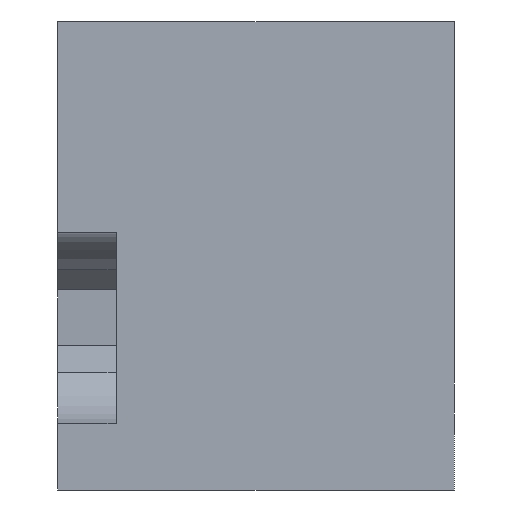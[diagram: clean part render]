
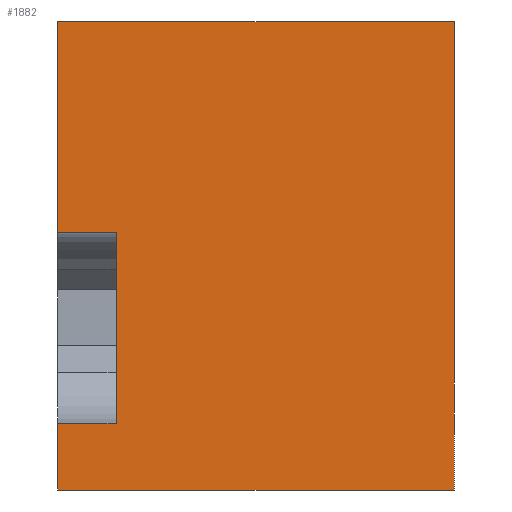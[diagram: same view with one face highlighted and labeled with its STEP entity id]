
A CAD part, front view. The second image highlights one B-rep face of the part: STEP entity #1882.
In plain terms, the highlighted planar face has unit normal (0, -1, 0).
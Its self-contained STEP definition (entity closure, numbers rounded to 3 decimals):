
#32 = PLANE('',#33);
#33 = AXIS2_PLACEMENT_3D('',#34,#35,#36);
#34 = CARTESIAN_POINT('',(0.,0.,0.));
#35 = DIRECTION('',(1.,0.,-0.));
#36 = DIRECTION('',(0.,0.,1.));
#168 = EDGE_CURVE('',#169,#171,#173,.T.);
#169 = VERTEX_POINT('',#170);
#170 = CARTESIAN_POINT('',(0.,0.,0.));
#171 = VERTEX_POINT('',#172);
#172 = CARTESIAN_POINT('',(0.,0.,5.486));
#173 = SURFACE_CURVE('',#174,(#178,#185),.PCURVE_S1.);
#174 = LINE('',#175,#176);
#175 = CARTESIAN_POINT('',(0.,0.,0.));
#176 = VECTOR('',#177,1.);
#177 = DIRECTION('',(0.,0.,1.));
#178 = PCURVE('',#32,#179);
#179 = DEFINITIONAL_REPRESENTATION('',(#180),#184);
#180 = LINE('',#181,#182);
#181 = CARTESIAN_POINT('',(0.,0.));
#182 = VECTOR('',#183,1.);
#183 = DIRECTION('',(1.,0.));
#184 = ( GEOMETRIC_REPRESENTATION_CONTEXT(2) 
PARAMETRIC_REPRESENTATION_CONTEXT() REPRESENTATION_CONTEXT('2D SPACE',''
  ) );
#185 = PCURVE('',#186,#191);
#186 = PLANE('',#187);
#187 = AXIS2_PLACEMENT_3D('',#188,#189,#190);
#188 = CARTESIAN_POINT('',(0.,0.,0.));
#189 = DIRECTION('',(-0.,1.,0.));
#190 = DIRECTION('',(0.,0.,1.));
#191 = DEFINITIONAL_REPRESENTATION('',(#192),#196);
#192 = LINE('',#193,#194);
#193 = CARTESIAN_POINT('',(0.,0.));
#194 = VECTOR('',#195,1.);
#195 = DIRECTION('',(1.,0.));
#196 = ( GEOMETRIC_REPRESENTATION_CONTEXT(2) 
PARAMETRIC_REPRESENTATION_CONTEXT() REPRESENTATION_CONTEXT('2D SPACE',''
  ) );
#214 = PLANE('',#215);
#215 = AXIS2_PLACEMENT_3D('',#216,#217,#218);
#216 = CARTESIAN_POINT('',(0.,0.,0.));
#217 = DIRECTION('',(0.,0.,1.));
#218 = DIRECTION('',(1.,0.,-0.));
#255 = VERTEX_POINT('',#256);
#256 = CARTESIAN_POINT('',(0.,0.,38.781));
#270 = PLANE('',#271);
#271 = AXIS2_PLACEMENT_3D('',#272,#273,#274);
#272 = CARTESIAN_POINT('',(0.,0.,38.781));
#273 = DIRECTION('',(0.,0.,1.));
#274 = DIRECTION('',(1.,0.,-0.));
#282 = EDGE_CURVE('',#283,#255,#285,.T.);
#283 = VERTEX_POINT('',#284);
#284 = CARTESIAN_POINT('',(0.,0.,21.347));
#285 = SURFACE_CURVE('',#286,(#290,#297),.PCURVE_S1.);
#286 = LINE('',#287,#288);
#287 = CARTESIAN_POINT('',(0.,0.,0.));
#288 = VECTOR('',#289,1.);
#289 = DIRECTION('',(0.,0.,1.));
#290 = PCURVE('',#32,#291);
#291 = DEFINITIONAL_REPRESENTATION('',(#292),#296);
#292 = LINE('',#293,#294);
#293 = CARTESIAN_POINT('',(0.,0.));
#294 = VECTOR('',#295,1.);
#295 = DIRECTION('',(1.,0.));
#296 = ( GEOMETRIC_REPRESENTATION_CONTEXT(2) 
PARAMETRIC_REPRESENTATION_CONTEXT() REPRESENTATION_CONTEXT('2D SPACE',''
  ) );
#297 = PCURVE('',#186,#298);
#298 = DEFINITIONAL_REPRESENTATION('',(#299),#303);
#299 = LINE('',#300,#301);
#300 = CARTESIAN_POINT('',(0.,0.));
#301 = VECTOR('',#302,1.);
#302 = DIRECTION('',(1.,0.));
#303 = ( GEOMETRIC_REPRESENTATION_CONTEXT(2) 
PARAMETRIC_REPRESENTATION_CONTEXT() REPRESENTATION_CONTEXT('2D SPACE',''
  ) );
#321 = PLANE('',#322);
#322 = AXIS2_PLACEMENT_3D('',#323,#324,#325);
#323 = CARTESIAN_POINT('',(0.,0.,21.347));
#324 = DIRECTION('',(0.,-0.,1.));
#325 = DIRECTION('',(0.,1.,0.));
#833 = PLANE('',#834);
#834 = AXIS2_PLACEMENT_3D('',#835,#836,#837);
#835 = CARTESIAN_POINT('',(0.,21.673,5.486));
#836 = DIRECTION('',(0.,-0.,-1.));
#837 = DIRECTION('',(0.,-1.,0.));
#1683 = PLANE('',#1684);
#1684 = AXIS2_PLACEMENT_3D('',#1685,#1686,#1687);
#1685 = CARTESIAN_POINT('',(32.887,0.,0.));
#1686 = DIRECTION('',(1.,0.,-0.));
#1687 = DIRECTION('',(0.,0.,1.));
#1882 = ADVANCED_FACE('',(#1883),#186,.F.);
#1883 = FACE_BOUND('',#1884,.F.);
#1884 = EDGE_LOOP('',(#1885,#1910,#1931,#1932,#1955,#1983,#2004,#2005));
#1885 = ORIENTED_EDGE('',*,*,#1886,.F.);
#1886 = EDGE_CURVE('',#1887,#1889,#1891,.T.);
#1887 = VERTEX_POINT('',#1888);
#1888 = CARTESIAN_POINT('',(32.887,0.,0.));
#1889 = VERTEX_POINT('',#1890);
#1890 = CARTESIAN_POINT('',(32.887,0.,38.781));
#1891 = SURFACE_CURVE('',#1892,(#1896,#1903),.PCURVE_S1.);
#1892 = LINE('',#1893,#1894);
#1893 = CARTESIAN_POINT('',(32.887,0.,0.));
#1894 = VECTOR('',#1895,1.);
#1895 = DIRECTION('',(0.,0.,1.));
#1896 = PCURVE('',#186,#1897);
#1897 = DEFINITIONAL_REPRESENTATION('',(#1898),#1902);
#1898 = LINE('',#1899,#1900);
#1899 = CARTESIAN_POINT('',(0.,32.887));
#1900 = VECTOR('',#1901,1.);
#1901 = DIRECTION('',(1.,0.));
#1902 = ( GEOMETRIC_REPRESENTATION_CONTEXT(2) 
PARAMETRIC_REPRESENTATION_CONTEXT() REPRESENTATION_CONTEXT('2D SPACE',''
  ) );
#1903 = PCURVE('',#1683,#1904);
#1904 = DEFINITIONAL_REPRESENTATION('',(#1905),#1909);
#1905 = LINE('',#1906,#1907);
#1906 = CARTESIAN_POINT('',(0.,0.));
#1907 = VECTOR('',#1908,1.);
#1908 = DIRECTION('',(1.,0.));
#1909 = ( GEOMETRIC_REPRESENTATION_CONTEXT(2) 
PARAMETRIC_REPRESENTATION_CONTEXT() REPRESENTATION_CONTEXT('2D SPACE',''
  ) );
#1910 = ORIENTED_EDGE('',*,*,#1911,.F.);
#1911 = EDGE_CURVE('',#169,#1887,#1912,.T.);
#1912 = SURFACE_CURVE('',#1913,(#1917,#1924),.PCURVE_S1.);
#1913 = LINE('',#1914,#1915);
#1914 = CARTESIAN_POINT('',(0.,0.,0.));
#1915 = VECTOR('',#1916,1.);
#1916 = DIRECTION('',(1.,0.,-0.));
#1917 = PCURVE('',#186,#1918);
#1918 = DEFINITIONAL_REPRESENTATION('',(#1919),#1923);
#1919 = LINE('',#1920,#1921);
#1920 = CARTESIAN_POINT('',(0.,0.));
#1921 = VECTOR('',#1922,1.);
#1922 = DIRECTION('',(0.,1.));
#1923 = ( GEOMETRIC_REPRESENTATION_CONTEXT(2) 
PARAMETRIC_REPRESENTATION_CONTEXT() REPRESENTATION_CONTEXT('2D SPACE',''
  ) );
#1924 = PCURVE('',#214,#1925);
#1925 = DEFINITIONAL_REPRESENTATION('',(#1926),#1930);
#1926 = LINE('',#1927,#1928);
#1927 = CARTESIAN_POINT('',(0.,0.));
#1928 = VECTOR('',#1929,1.);
#1929 = DIRECTION('',(1.,0.));
#1930 = ( GEOMETRIC_REPRESENTATION_CONTEXT(2) 
PARAMETRIC_REPRESENTATION_CONTEXT() REPRESENTATION_CONTEXT('2D SPACE',''
  ) );
#1931 = ORIENTED_EDGE('',*,*,#168,.T.);
#1932 = ORIENTED_EDGE('',*,*,#1933,.T.);
#1933 = EDGE_CURVE('',#171,#1934,#1936,.T.);
#1934 = VERTEX_POINT('',#1935);
#1935 = CARTESIAN_POINT('',(4.848,0.,5.486));
#1936 = SURFACE_CURVE('',#1937,(#1941,#1948),.PCURVE_S1.);
#1937 = LINE('',#1938,#1939);
#1938 = CARTESIAN_POINT('',(0.,0.,5.486));
#1939 = VECTOR('',#1940,1.);
#1940 = DIRECTION('',(1.,0.,-0.));
#1941 = PCURVE('',#186,#1942);
#1942 = DEFINITIONAL_REPRESENTATION('',(#1943),#1947);
#1943 = LINE('',#1944,#1945);
#1944 = CARTESIAN_POINT('',(5.486,0.));
#1945 = VECTOR('',#1946,1.);
#1946 = DIRECTION('',(0.,1.));
#1947 = ( GEOMETRIC_REPRESENTATION_CONTEXT(2) 
PARAMETRIC_REPRESENTATION_CONTEXT() REPRESENTATION_CONTEXT('2D SPACE',''
  ) );
#1948 = PCURVE('',#833,#1949);
#1949 = DEFINITIONAL_REPRESENTATION('',(#1950),#1954);
#1950 = LINE('',#1951,#1952);
#1951 = CARTESIAN_POINT('',(21.673,0.));
#1952 = VECTOR('',#1953,1.);
#1953 = DIRECTION('',(0.,-1.));
#1954 = ( GEOMETRIC_REPRESENTATION_CONTEXT(2) 
PARAMETRIC_REPRESENTATION_CONTEXT() REPRESENTATION_CONTEXT('2D SPACE',''
  ) );
#1955 = ORIENTED_EDGE('',*,*,#1956,.T.);
#1956 = EDGE_CURVE('',#1934,#1957,#1959,.T.);
#1957 = VERTEX_POINT('',#1958);
#1958 = CARTESIAN_POINT('',(4.848,0.,21.347));
#1959 = SURFACE_CURVE('',#1960,(#1964,#1971),.PCURVE_S1.);
#1960 = LINE('',#1961,#1962);
#1961 = CARTESIAN_POINT('',(4.848,0.,5.486));
#1962 = VECTOR('',#1963,1.);
#1963 = DIRECTION('',(0.,0.,1.));
#1964 = PCURVE('',#186,#1965);
#1965 = DEFINITIONAL_REPRESENTATION('',(#1966),#1970);
#1966 = LINE('',#1967,#1968);
#1967 = CARTESIAN_POINT('',(5.486,4.848));
#1968 = VECTOR('',#1969,1.);
#1969 = DIRECTION('',(1.,0.));
#1970 = ( GEOMETRIC_REPRESENTATION_CONTEXT(2) 
PARAMETRIC_REPRESENTATION_CONTEXT() REPRESENTATION_CONTEXT('2D SPACE',''
  ) );
#1971 = PCURVE('',#1972,#1977);
#1972 = PLANE('',#1973);
#1973 = AXIS2_PLACEMENT_3D('',#1974,#1975,#1976);
#1974 = CARTESIAN_POINT('',(4.848,13.184,
    13.416));
#1975 = DIRECTION('',(-1.,-0.,-0.));
#1976 = DIRECTION('',(0.,0.,-1.));
#1977 = DEFINITIONAL_REPRESENTATION('',(#1978),#1982);
#1978 = LINE('',#1979,#1980);
#1979 = CARTESIAN_POINT('',(7.931,13.184));
#1980 = VECTOR('',#1981,1.);
#1981 = DIRECTION('',(-1.,0.));
#1982 = ( GEOMETRIC_REPRESENTATION_CONTEXT(2) 
PARAMETRIC_REPRESENTATION_CONTEXT() REPRESENTATION_CONTEXT('2D SPACE',''
  ) );
#1983 = ORIENTED_EDGE('',*,*,#1984,.F.);
#1984 = EDGE_CURVE('',#283,#1957,#1985,.T.);
#1985 = SURFACE_CURVE('',#1986,(#1990,#1997),.PCURVE_S1.);
#1986 = LINE('',#1987,#1988);
#1987 = CARTESIAN_POINT('',(0.,0.,21.347));
#1988 = VECTOR('',#1989,1.);
#1989 = DIRECTION('',(1.,0.,-0.));
#1990 = PCURVE('',#186,#1991);
#1991 = DEFINITIONAL_REPRESENTATION('',(#1992),#1996);
#1992 = LINE('',#1993,#1994);
#1993 = CARTESIAN_POINT('',(21.347,0.));
#1994 = VECTOR('',#1995,1.);
#1995 = DIRECTION('',(0.,1.));
#1996 = ( GEOMETRIC_REPRESENTATION_CONTEXT(2) 
PARAMETRIC_REPRESENTATION_CONTEXT() REPRESENTATION_CONTEXT('2D SPACE',''
  ) );
#1997 = PCURVE('',#321,#1998);
#1998 = DEFINITIONAL_REPRESENTATION('',(#1999),#2003);
#1999 = LINE('',#2000,#2001);
#2000 = CARTESIAN_POINT('',(0.,0.));
#2001 = VECTOR('',#2002,1.);
#2002 = DIRECTION('',(0.,-1.));
#2003 = ( GEOMETRIC_REPRESENTATION_CONTEXT(2) 
PARAMETRIC_REPRESENTATION_CONTEXT() REPRESENTATION_CONTEXT('2D SPACE',''
  ) );
#2004 = ORIENTED_EDGE('',*,*,#282,.T.);
#2005 = ORIENTED_EDGE('',*,*,#2006,.T.);
#2006 = EDGE_CURVE('',#255,#1889,#2007,.T.);
#2007 = SURFACE_CURVE('',#2008,(#2012,#2019),.PCURVE_S1.);
#2008 = LINE('',#2009,#2010);
#2009 = CARTESIAN_POINT('',(0.,0.,38.781));
#2010 = VECTOR('',#2011,1.);
#2011 = DIRECTION('',(1.,0.,-0.));
#2012 = PCURVE('',#186,#2013);
#2013 = DEFINITIONAL_REPRESENTATION('',(#2014),#2018);
#2014 = LINE('',#2015,#2016);
#2015 = CARTESIAN_POINT('',(38.781,0.));
#2016 = VECTOR('',#2017,1.);
#2017 = DIRECTION('',(0.,1.));
#2018 = ( GEOMETRIC_REPRESENTATION_CONTEXT(2) 
PARAMETRIC_REPRESENTATION_CONTEXT() REPRESENTATION_CONTEXT('2D SPACE',''
  ) );
#2019 = PCURVE('',#270,#2020);
#2020 = DEFINITIONAL_REPRESENTATION('',(#2021),#2025);
#2021 = LINE('',#2022,#2023);
#2022 = CARTESIAN_POINT('',(0.,0.));
#2023 = VECTOR('',#2024,1.);
#2024 = DIRECTION('',(1.,0.));
#2025 = ( GEOMETRIC_REPRESENTATION_CONTEXT(2) 
PARAMETRIC_REPRESENTATION_CONTEXT() REPRESENTATION_CONTEXT('2D SPACE',''
  ) );
